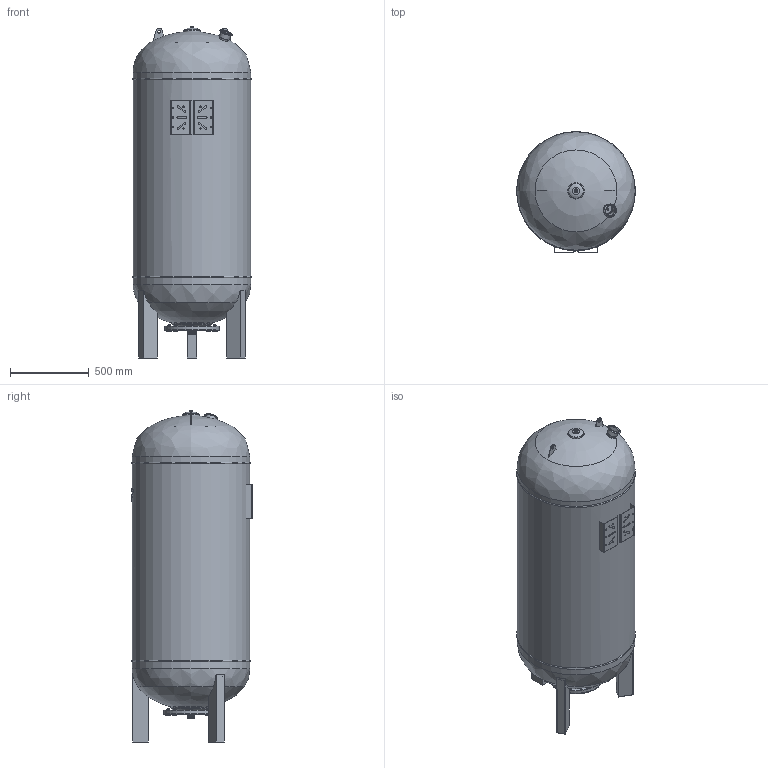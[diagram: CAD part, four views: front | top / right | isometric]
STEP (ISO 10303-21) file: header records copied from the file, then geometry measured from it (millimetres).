
FILE_DESCRIPTION(/* description */ (''),/* implementation_level */ '2;1');
FILE_NAME(/* name */ '14_ULTRA-PRO 750L V 10bar_1100075004.stp',/* time_stamp */ '2019-09-05T12:41:21+03:00',/* author */ ('shkarinov'),/* organization */ (''),/* preprocessor_version */ 'ST-DEVELOPER v16.5',/* originating_system */ 'Autodesk Inventor 2017',/* authorisation */ '');
FILE_SCHEMA (('AUTOMOTIVE_DESIGN { 1 0 10303 214 3 1 1 }'));
Length unit declared in the file: inch
Products named in the file (1): 14_ULTRA-PRO 750L V 10bar_11000750041
Bounding box: 756.14 x 768.63 x 2112.39 mm (x, y, z)
Volume: 756239842.8 mm3; surface area: 5900703.5 mm2
Topology: 2 solids, 4 shells, 475 faces, 1200 edges, 776 vertices
Faces by surface type: plane 237, cylinder 145, torus 49, cone 31, bspline 13
Full cylindrical faces by diameter (mm): 8 x1, 9 x10, 12.26 x1, 15 x1, 16 x16, 18 x2, 25.02 x1, 42.667 x2, 51.2 x2, 63.344 x1, 65.344 x1, 86.815 x1, 103.79 x1, 200 x1, 340 x1, 342 x1, 350 x1, 750 x3
Entity records: 16369 total; most frequent: CARTESIAN_POINT 5015, DIRECTION 2192, ORIENTED_EDGE 2124, EDGE_CURVE 1060, AXIS2_PLACEMENT_3D 855, VERTEX_POINT 758, EDGE_LOOP 704, LINE 482
